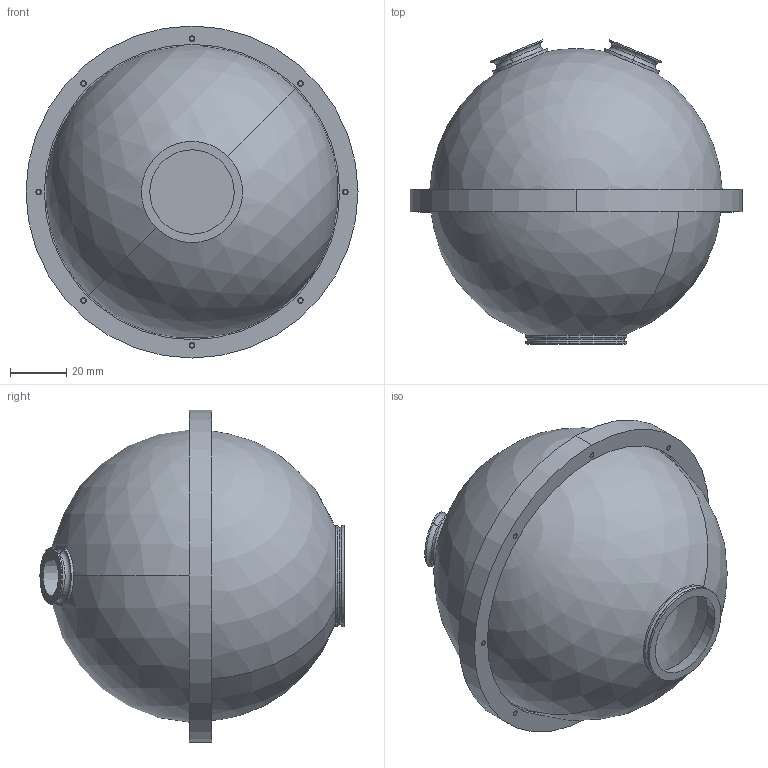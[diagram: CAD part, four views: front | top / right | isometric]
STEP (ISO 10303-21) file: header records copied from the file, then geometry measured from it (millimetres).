
FILE_DESCRIPTION (( 'STEP AP203' ), '1' );
FILE_NAME ('UIS-100-030-C-Y.STEP', '2020-12-28T06:55:11', ( '' ), ( '' ), 'SwSTEP 2.0', 'SolidWorks 2020', '' );
FILE_SCHEMA (( 'CONFIG_CONTROL_DESIGN' ));
Length unit declared in the file: millimetre
Products named in the file (1): UIS-100-030-C-Y
Bounding box: 118 x 108.07 x 118 mm (x, y, z)
Surface area: 83322.8 mm2 (no closed solid volume)
Topology: 0 solids, 25 shells, 145 faces, 633 edges, 494 vertices
Faces by surface type: plane 51, cylinder 38, cone 36, torus 12, sphere 8
Entity records: 6680 total; most frequent: CARTESIAN_POINT 1261, DIRECTION 1243, ORIENTED_EDGE 858, EDGE_CURVE 625, VERTEX_POINT 490, AXIS2_PLACEMENT_3D 472, CIRCLE 326, LINE 299
